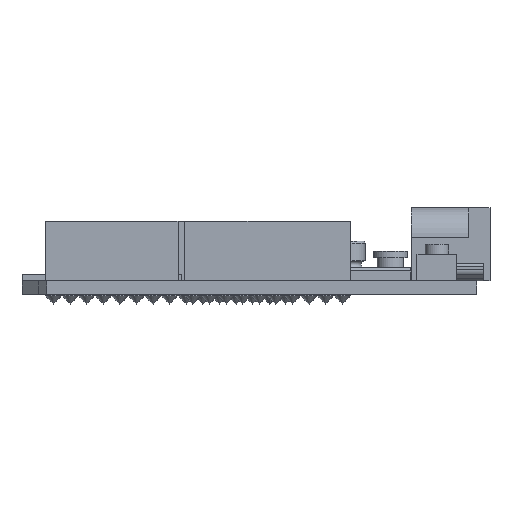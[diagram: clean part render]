
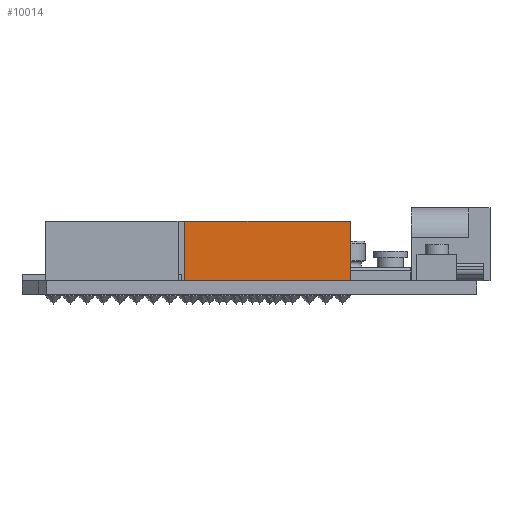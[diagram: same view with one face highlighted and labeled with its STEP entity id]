
A CAD part, left-side view. The second image highlights one B-rep face of the part: STEP entity #10014.
In plain terms, the highlighted planar face has unit normal (-1, 0, 0).
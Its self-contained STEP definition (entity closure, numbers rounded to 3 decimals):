
#2857=ORIENTED_EDGE('',*,*,#4532,.T.);
#2858=ORIENTED_EDGE('',*,*,#4543,.T.);
#2859=ORIENTED_EDGE('',*,*,#4538,.F.);
#2860=ORIENTED_EDGE('',*,*,#4542,.F.);
#4532=EDGE_CURVE('',#5441,#5442,#6511,.T.);
#4538=EDGE_CURVE('',#5447,#5448,#6517,.T.);
#4542=EDGE_CURVE('',#5441,#5447,#6521,.T.);
#4543=EDGE_CURVE('',#5442,#5448,#6522,.T.);
#5441=VERTEX_POINT('',#14923);
#5442=VERTEX_POINT('',#14924);
#5447=VERTEX_POINT('',#14935);
#5448=VERTEX_POINT('',#14937);
#6511=LINE('',#14922,#7523);
#6517=LINE('',#14936,#7529);
#6521=LINE('',#14943,#7533);
#6522=LINE('',#14945,#7534);
#7523=VECTOR('',#12325,1000.);
#7529=VECTOR('',#12333,1000.);
#7533=VECTOR('',#12341,1000.);
#7534=VECTOR('',#12344,1000.);
#8162=EDGE_LOOP('',(#2857,#2858,#2859,#2860));
#8871=FACE_BOUND('',#8162,.T.);
#9579=PLANE('',#10571);
#10014=ADVANCED_FACE('',(#8871),#9579,.T.);
#10571=AXIS2_PLACEMENT_3D('',#14944,#12342,#12343);
#12325=DIRECTION('',(0.,0.,-1.));
#12333=DIRECTION('',(0.,0.,-1.));
#12341=DIRECTION('',(0.,-1.,0.));
#12342=DIRECTION('',(-1.,0.,0.));
#12343=DIRECTION('',(0.,-1.,0.));
#12344=DIRECTION('',(0.,-1.,0.));
#14922=CARTESIAN_POINT('',(-26.,9.75,9.));
#14923=CARTESIAN_POINT('',(-26.,9.75,9.));
#14924=CARTESIAN_POINT('',(-26.,9.75,0.));
#14935=CARTESIAN_POINT('',(-26.,-15.25,9.));
#14936=CARTESIAN_POINT('',(-26.,-15.25,9.));
#14937=CARTESIAN_POINT('',(-26.,-15.25,0.));
#14943=CARTESIAN_POINT('',(-26.,9.75,9.));
#14944=CARTESIAN_POINT('',(-26.,9.75,0.));
#14945=CARTESIAN_POINT('',(-26.,9.75,0.));
